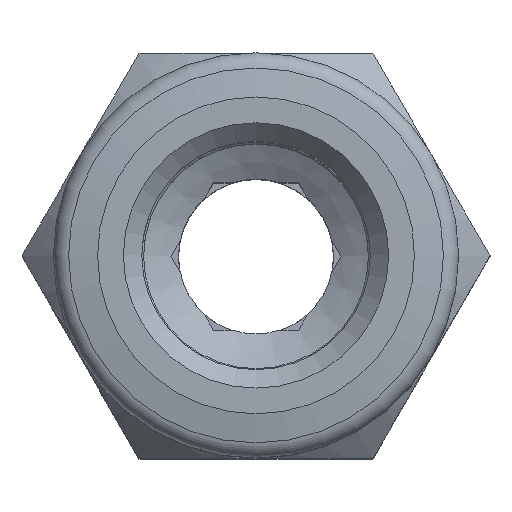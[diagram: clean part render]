
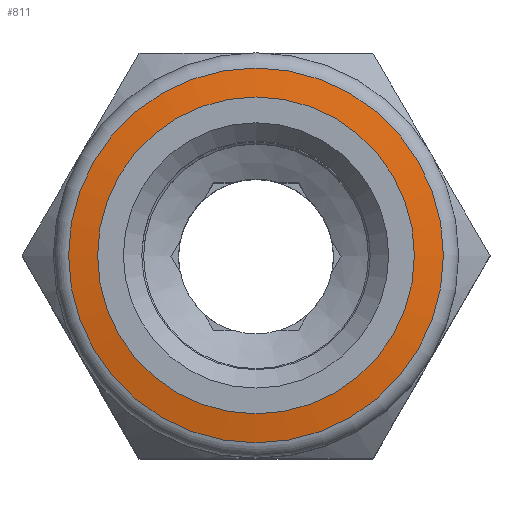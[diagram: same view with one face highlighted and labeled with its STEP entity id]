
A CAD part, top view. The second image highlights one B-rep face of the part: STEP entity #811.
In plain terms, the highlighted conical face has half-angle 80 degrees and reference radius 5.087 mm.
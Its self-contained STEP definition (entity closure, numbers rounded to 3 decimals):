
#153=CONICAL_SURFACE('',#881,5.087,80.);
#176=FACE_BOUND('',#271,.T.);
#204=FACE_OUTER_BOUND('',#270,.T.);
#270=EDGE_LOOP('',(#590));
#271=EDGE_LOOP('',(#591));
#348=CIRCLE('',#880,4.3);
#349=CIRCLE('',#882,5.087);
#392=VERTEX_POINT('',#1233);
#393=VERTEX_POINT('',#1236);
#472=EDGE_CURVE('',#392,#392,#348,.T.);
#473=EDGE_CURVE('',#393,#393,#349,.T.);
#590=ORIENTED_EDGE('',*,*,#473,.T.);
#591=ORIENTED_EDGE('',*,*,#472,.F.);
#811=ADVANCED_FACE('',(#204,#176),#153,.T.);
#880=AXIS2_PLACEMENT_3D('',#1234,#1000,#1001);
#881=AXIS2_PLACEMENT_3D('',#1235,#1002,#1003);
#882=AXIS2_PLACEMENT_3D('',#1237,#1004,#1005);
#1000=DIRECTION('center_axis',(0.,0.,1.));
#1001=DIRECTION('ref_axis',(1.,0.,0.));
#1002=DIRECTION('center_axis',(0.,0.,-1.));
#1003=DIRECTION('ref_axis',(1.,0.,0.));
#1004=DIRECTION('center_axis',(0.,0.,1.));
#1005=DIRECTION('ref_axis',(1.,0.,0.));
#1233=CARTESIAN_POINT('',(11.457,16.3,27.822));
#1234=CARTESIAN_POINT('Origin',(7.157,16.3,27.822));
#1235=CARTESIAN_POINT('Origin',(7.157,16.3,27.684));
#1236=CARTESIAN_POINT('',(12.244,16.3,27.684));
#1237=CARTESIAN_POINT('Origin',(7.157,16.3,27.684));
